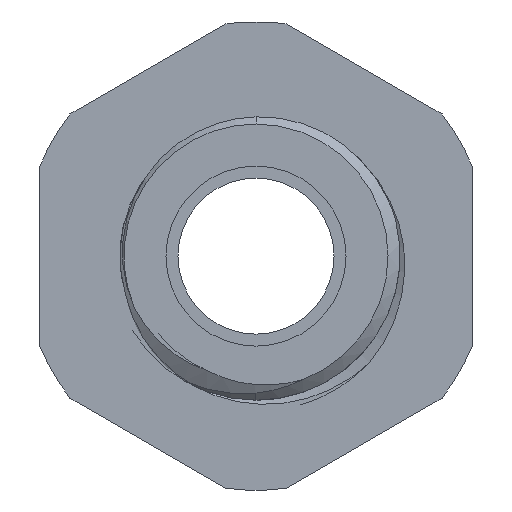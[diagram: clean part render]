
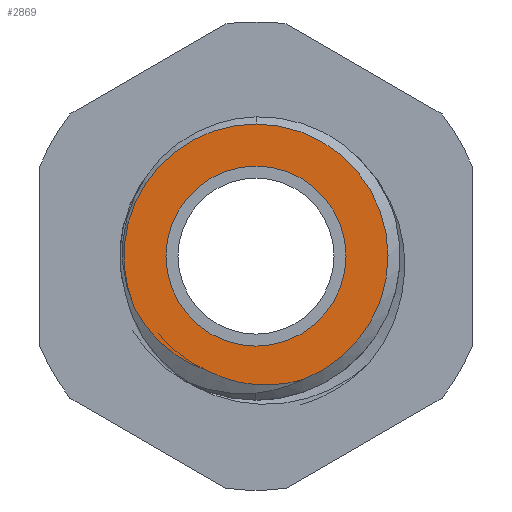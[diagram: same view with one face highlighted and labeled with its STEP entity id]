
A CAD part, front view. The second image highlights one B-rep face of the part: STEP entity #2869.
In plain terms, the highlighted planar face has unit normal (0, -1, 0).
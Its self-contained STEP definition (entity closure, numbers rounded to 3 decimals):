
#194 = EDGE_CURVE ( 'NONE', #10881, #5605, #3526, .T. ) ;
#994 = EDGE_CURVE ( 'NONE', #5605, #10118, #10695, .T. ) ;
#1207 = AXIS2_PLACEMENT_3D ( 'NONE', #3510, #3550, #9903 ) ;
#1595 = DIRECTION ( 'NONE',  ( 0., -1., 0. ) ) ;
#1762 = CIRCLE ( 'NONE', #6672, 5.5 ) ;
#2483 = EDGE_CURVE ( 'NONE', #10118, #3126, #1762, .T. ) ;
#2548 = AXIS2_PLACEMENT_3D ( 'NONE', #2597, #9047, #3567 ) ;
#2597 = CARTESIAN_POINT ( 'NONE',  ( 0., -8., 0. ) ) ;
#2667 = CARTESIAN_POINT ( 'NONE',  ( 0., -8., 0. ) ) ;
#2869 = ADVANCED_FACE ( 'NONE', ( #11315, #4171 ), #9022, .F. ) ;
#3016 = CARTESIAN_POINT ( 'NONE',  ( 0., -8., 0. ) ) ;
#3126 = VERTEX_POINT ( 'NONE', #10237 ) ;
#3129 = AXIS2_PLACEMENT_3D ( 'NONE', #7192, #1595, #8107 ) ;
#3510 = CARTESIAN_POINT ( 'NONE',  ( 0., -8., 0. ) ) ;
#3526 = B_SPLINE_CURVE_WITH_KNOTS ( 'NONE', 3,
 ( #6945, #6970, #6928, #6900, #6885, #6872, #6856, #6833, #6806, #6793 ),
 .UNSPECIFIED., .F., .F.,
 ( 4, 2, 2, 2, 4 ),
 ( 0.002, 0.003, 0.004, 0.005, 0.006 ),
 .UNSPECIFIED. ) ;
#3550 = DIRECTION ( 'NONE',  ( 0., 1., 0. ) ) ;
#3567 = DIRECTION ( 'NONE',  ( 0., 0., 1. ) ) ;
#3640 = DIRECTION ( 'NONE',  ( 0., 0., -1. ) ) ;
#3976 = DIRECTION ( 'NONE',  ( 0., 0., 1. ) ) ;
#4171 = FACE_OUTER_BOUND ( 'NONE', #8596, .T. ) ;
#5183 = EDGE_LOOP ( 'NONE', ( #5229, #5212 ) ) ;
#5212 = ORIENTED_EDGE ( 'NONE', *, *, #9203, .F. ) ;
#5229 = ORIENTED_EDGE ( 'NONE', *, *, #5996, .F. ) ;
#5537 = CARTESIAN_POINT ( 'NONE',  ( -2.029, -8., -4.771 ) ) ;
#5605 = VERTEX_POINT ( 'NONE', #5537 ) ;
#5919 = VERTEX_POINT ( 'NONE', #9690 ) ;
#5996 = EDGE_CURVE ( 'NONE', #5919, #7770, #9236, .T. ) ;
#6623 = CARTESIAN_POINT ( 'NONE',  ( 0., -8., 3.75 ) ) ;
#6672 = AXIS2_PLACEMENT_3D ( 'NONE', #3016, #9427, #3976 ) ;
#6793 = CARTESIAN_POINT ( 'NONE',  ( -2.029, -8., -4.771 ) ) ;
#6806 = CARTESIAN_POINT ( 'NONE',  ( -2.356, -8., -4.663 ) ) ;
#6833 = CARTESIAN_POINT ( 'NONE',  ( -2.666, -8., -4.524 ) ) ;
#6856 = CARTESIAN_POINT ( 'NONE',  ( -3.253, -8., -4.189 ) ) ;
#6872 = CARTESIAN_POINT ( 'NONE',  ( -3.533, -8., -3.991 ) ) ;
#6885 = CARTESIAN_POINT ( 'NONE',  ( -4.051, -8., -3.542 ) ) ;
#6900 = CARTESIAN_POINT ( 'NONE',  ( -4.285, -8., -3.296 ) ) ;
#6928 = CARTESIAN_POINT ( 'NONE',  ( -4.706, -8., -2.764 ) ) ;
#6945 = CARTESIAN_POINT ( 'NONE',  ( -5.053, -8., -2.172 ) ) ;
#6970 = CARTESIAN_POINT ( 'NONE',  ( -4.895, -8., -2.474 ) ) ;
#7016 = CARTESIAN_POINT ( 'NONE',  ( -5.053, -8., -2.172 ) ) ;
#7192 = CARTESIAN_POINT ( 'NONE',  ( 0., -8., 0. ) ) ;
#7506 = CIRCLE ( 'NONE', #2548, 5.5 ) ;
#7770 = VERTEX_POINT ( 'NONE', #6623 ) ;
#8019 = ORIENTED_EDGE ( 'NONE', *, *, #2483, .T. ) ;
#8107 = DIRECTION ( 'NONE',  ( 0., 0., -1. ) ) ;
#8477 = CARTESIAN_POINT ( 'NONE',  ( 1.944, -8., -5.145 ) ) ;
#8596 = EDGE_LOOP ( 'NONE', ( #8019, #10435, #9277, #10933 ) ) ;
#8930 = CARTESIAN_POINT ( 'NONE',  ( 1.944, -8., -5.145 ) ) ;
#8966 = CARTESIAN_POINT ( 'NONE',  ( 1.618, -8., -5.24 ) ) ;
#9007 = CARTESIAN_POINT ( 'NONE',  ( 1.278, -8., -5.306 ) ) ;
#9022 = PLANE ( 'NONE',  #1207 ) ;
#9047 = DIRECTION ( 'NONE',  ( 0., -1., 0. ) ) ;
#9113 = DIRECTION ( 'NONE',  ( 0., -1., 0. ) ) ;
#9141 = CARTESIAN_POINT ( 'NONE',  ( 0.6, -8., -5.373 ) ) ;
#9184 = CARTESIAN_POINT ( 'NONE',  ( 0.261, -8., -5.375 ) ) ;
#9203 = EDGE_CURVE ( 'NONE', #7770, #5919, #10732, .T. ) ;
#9224 = CARTESIAN_POINT ( 'NONE',  ( -0.249, -8., -5.33 ) ) ;
#9236 = CIRCLE ( 'NONE', #9901, 3.75 ) ;
#9259 = CARTESIAN_POINT ( 'NONE',  ( -0.42, -8., -5.306 ) ) ;
#9277 = ORIENTED_EDGE ( 'NONE', *, *, #194, .T. ) ;
#9336 = CARTESIAN_POINT ( 'NONE',  ( -0.756, -8., -5.242 ) ) ;
#9427 = DIRECTION ( 'NONE',  ( 0., -1., 0. ) ) ;
#9534 = CARTESIAN_POINT ( 'NONE',  ( -0.921, -8., -5.202 ) ) ;
#9645 = CARTESIAN_POINT ( 'NONE',  ( -1.409, -8., -5.059 ) ) ;
#9690 = CARTESIAN_POINT ( 'NONE',  ( 0., -8., -3.75 ) ) ;
#9901 = AXIS2_PLACEMENT_3D ( 'NONE', #2667, #9113, #3640 ) ;
#9903 = DIRECTION ( 'NONE',  ( 0., 0., 1. ) ) ;
#10118 = VERTEX_POINT ( 'NONE', #8477 ) ;
#10237 = CARTESIAN_POINT ( 'NONE',  ( 0., -8., 5.5 ) ) ;
#10435 = ORIENTED_EDGE ( 'NONE', *, *, #11385, .T. ) ;
#10533 = CARTESIAN_POINT ( 'NONE',  ( -2.029, -8., -4.771 ) ) ;
#10687 = CARTESIAN_POINT ( 'NONE',  ( -1.725, -8., -4.931 ) ) ;
#10695 = B_SPLINE_CURVE_WITH_KNOTS ( 'NONE', 3,
 ( #10533, #10687, #9645, #9534, #9336, #9259, #9224, #9184, #9141, #9007, #8966, #8930 ),
 .UNSPECIFIED., .F., .F.,
 ( 4, 2, 2, 2, 2, 4 ),
 ( 0., 0.001, 0.002, 0.002, 0.003, 0.004 ),
 .UNSPECIFIED. ) ;
#10732 = CIRCLE ( 'NONE', #3129, 3.75 ) ;
#10881 = VERTEX_POINT ( 'NONE', #7016 ) ;
#10933 = ORIENTED_EDGE ( 'NONE', *, *, #994, .T. ) ;
#11315 = FACE_BOUND ( 'NONE', #5183, .T. ) ;
#11385 = EDGE_CURVE ( 'NONE', #3126, #10881, #7506, .T. ) ;
